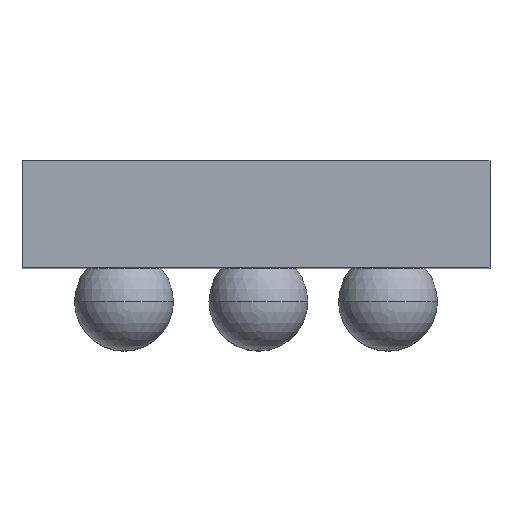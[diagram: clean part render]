
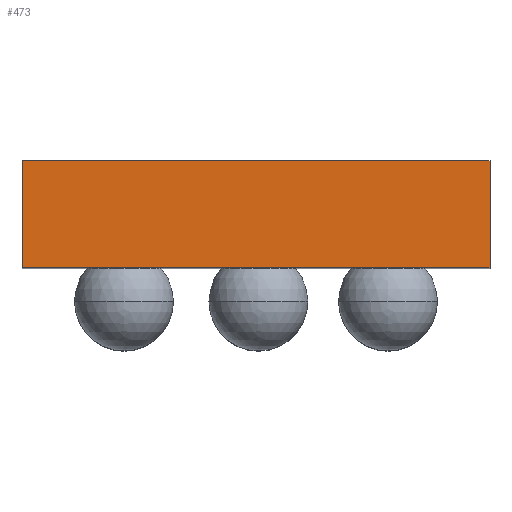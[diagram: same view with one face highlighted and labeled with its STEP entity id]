
A CAD part, top view. The second image highlights one B-rep face of the part: STEP entity #473.
In plain terms, the highlighted planar face has unit normal (0, 0, 1).
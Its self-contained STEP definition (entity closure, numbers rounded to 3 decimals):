
#10 = EDGE_CURVE ( 'NONE', #235, #493, #491, .T. ) ;
#26 = ORIENTED_EDGE ( 'NONE', *, *, #168, .F. ) ;
#53 = VECTOR ( 'NONE', #676, 1000. ) ;
#60 = EDGE_LOOP ( 'NONE', ( #26, #782, #248, #69 ) ) ;
#69 = ORIENTED_EDGE ( 'NONE', *, *, #10, .T. ) ;
#75 = LINE ( 'NONE', #768, #53 ) ;
#80 = CARTESIAN_POINT ( 'NONE',  ( 0.06, 0.325, 0.819 ) ) ;
#95 = VERTEX_POINT ( 'NONE', #275 ) ;
#100 = VECTOR ( 'NONE', #820, 1000. ) ;
#112 = AXIS2_PLACEMENT_3D ( 'NONE', #829, #254, #185 ) ;
#168 = EDGE_CURVE ( 'NONE', #673, #493, #592, .T. ) ;
#185 = DIRECTION ( 'NONE',  ( 1., 0., 0. ) ) ;
#235 = VERTEX_POINT ( 'NONE', #80 ) ;
#248 = ORIENTED_EDGE ( 'NONE', *, *, #808, .T. ) ;
#254 = DIRECTION ( 'NONE',  ( 0., 0., 1. ) ) ;
#258 = PLANE ( 'NONE',  #112 ) ;
#275 = CARTESIAN_POINT ( 'NONE',  ( 1.478, 0.325, 0.819 ) ) ;
#301 = VECTOR ( 'NONE', #855, 1000. ) ;
#356 = CARTESIAN_POINT ( 'NONE',  ( 0.06, 0.325, 0.819 ) ) ;
#401 = VECTOR ( 'NONE', #836, 1000. ) ;
#473 = ADVANCED_FACE ( 'NONE', ( #693 ), #258, .T. ) ;
#485 = LINE ( 'NONE', #681, #100 ) ;
#491 = LINE ( 'NONE', #356, #301 ) ;
#493 = VERTEX_POINT ( 'NONE', #610 ) ;
#520 = EDGE_CURVE ( 'NONE', #95, #673, #485, .T. ) ;
#592 = LINE ( 'NONE', #698, #401 ) ;
#610 = CARTESIAN_POINT ( 'NONE',  ( 0.06, 0., 0.819 ) ) ;
#673 = VERTEX_POINT ( 'NONE', #743 ) ;
#676 = DIRECTION ( 'NONE',  ( -1., 0., 0. ) ) ;
#681 = CARTESIAN_POINT ( 'NONE',  ( 1.478, 0.325, 0.819 ) ) ;
#693 = FACE_OUTER_BOUND ( 'NONE', #60, .T. ) ;
#698 = CARTESIAN_POINT ( 'NONE',  ( 1.478, 0., 0.819 ) ) ;
#743 = CARTESIAN_POINT ( 'NONE',  ( 1.478, 0., 0.819 ) ) ;
#768 = CARTESIAN_POINT ( 'NONE',  ( 1.478, 0.325, 0.819 ) ) ;
#782 = ORIENTED_EDGE ( 'NONE', *, *, #520, .F. ) ;
#808 = EDGE_CURVE ( 'NONE', #95, #235, #75, .T. ) ;
#820 = DIRECTION ( 'NONE',  ( 0., -1., 0. ) ) ;
#829 = CARTESIAN_POINT ( 'NONE',  ( 1.478, 0.325, 0.819 ) ) ;
#836 = DIRECTION ( 'NONE',  ( -1., 0., 0. ) ) ;
#855 = DIRECTION ( 'NONE',  ( 0., -1., 0. ) ) ;
